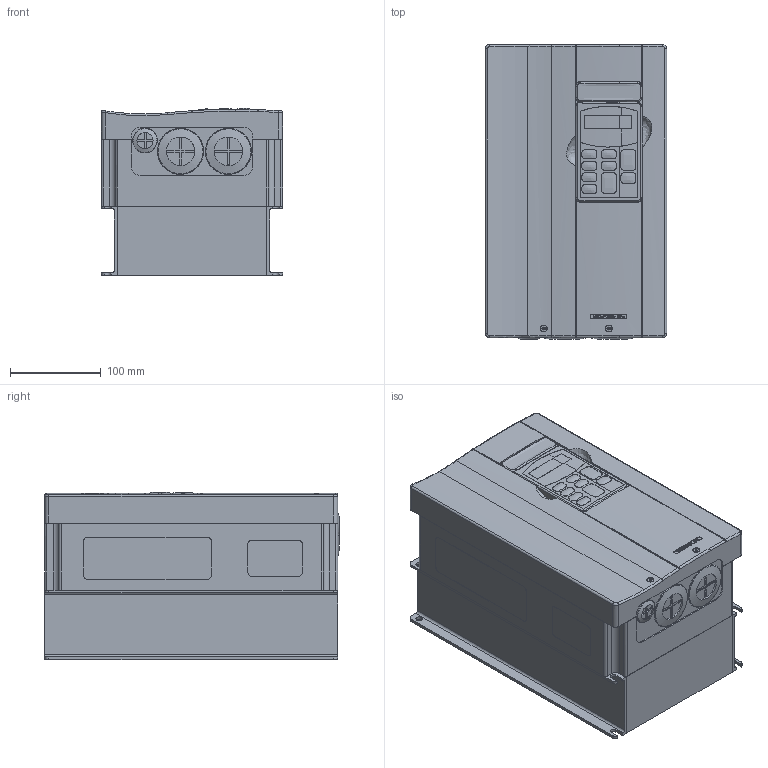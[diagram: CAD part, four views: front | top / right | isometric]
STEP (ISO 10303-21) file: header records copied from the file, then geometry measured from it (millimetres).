
FILE_DESCRIPTION (( 'STEP AP214' ), '1' );
FILE_NAME ('GS3-2010.step', '2014-07-21T20:31:30', ( '' ), ( '' ), 'SwSTEP 2.0', 'SolidWorks 2013', '' );
FILE_SCHEMA (( 'AUTOMOTIVE_DESIGN' ));
Length unit declared in the file: inch
Products named in the file (1): GS3-2010
Bounding box: 199.9 x 324.88 x 184.5 mm (x, y, z)
Volume: 10916433.6 mm3; surface area: 393430.6 mm2
Topology: 1 solids, 1 shells, 813 faces, 2149 edges, 1405 vertices
Faces by surface type: plane 434, bspline 185, cylinder 168, torus 14, cone 8, sphere 4
Entity records: 50635 total; most frequent: CARTESIAN_POINT 22351, ORIENTED_EDGE 4282, DIRECTION 3209, EDGE_CURVE 2141, VERTEX_POINT 1401, VECTOR 1315, LINE 1315, AXIS2_PLACEMENT_3D 947
